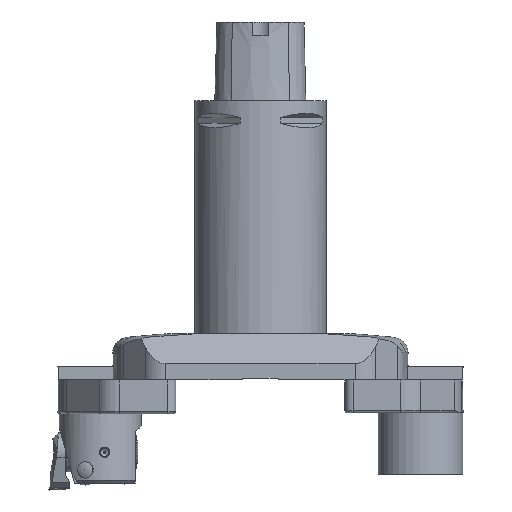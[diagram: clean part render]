
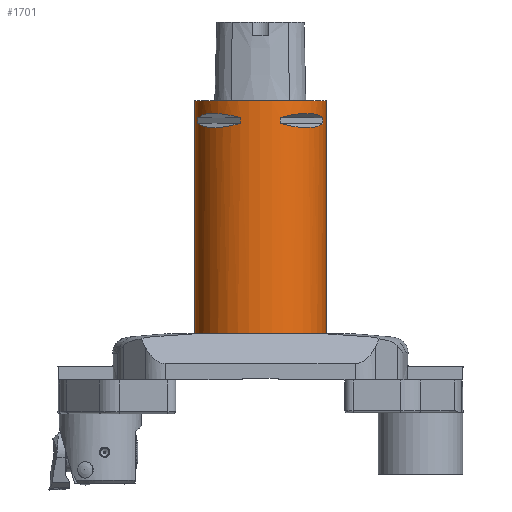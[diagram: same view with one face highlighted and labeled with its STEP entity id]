
A CAD part, front view. The second image highlights one B-rep face of the part: STEP entity #1701.
In plain terms, the highlighted cylindrical face has radius 40 mm (diameter 80 mm), a full revolution.
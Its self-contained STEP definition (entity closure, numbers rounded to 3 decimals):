
#1701=ADVANCED_FACE('',(#2758,#2759,#2760,#2761,#2762,#2763),#2276,.T.);
#2276=CYLINDRICAL_SURFACE('',#10848,40.);
#2406=CIRCLE('',#10842,40.);
#2407=CIRCLE('',#10847,40.);
#2758=FACE_BOUND('',#2892,.T.);
#2759=FACE_BOUND('',#2893,.T.);
#2760=FACE_BOUND('',#2894,.T.);
#2761=FACE_BOUND('',#2895,.T.);
#2762=FACE_BOUND('',#2896,.T.);
#2763=FACE_BOUND('',#2897,.T.);
#2892=EDGE_LOOP('',(#3618,#3619,#3620,#3621));
#2893=EDGE_LOOP('',(#3622,#3623,#3624,#3625));
#2894=EDGE_LOOP('',(#3626));
#2895=EDGE_LOOP('',(#3627,#3628,#3629,#3630));
#2896=EDGE_LOOP('',(#3631,#3632,#3633,#3634));
#2897=EDGE_LOOP('',(#3635));
#3538=ELLIPSE('',#10838,46.188,40.);
#3539=ELLIPSE('',#10839,46.188,40.);
#3540=ELLIPSE('',#10840,46.188,40.);
#3541=ELLIPSE('',#10841,46.188,40.);
#3542=ELLIPSE('',#10843,46.188,40.);
#3543=ELLIPSE('',#10844,46.188,40.);
#3544=ELLIPSE('',#10845,46.188,40.);
#3545=ELLIPSE('',#10846,46.188,40.);
#3618=ORIENTED_EDGE('',*,*,#7620,.T.);
#3619=ORIENTED_EDGE('',*,*,#7621,.T.);
#3620=ORIENTED_EDGE('',*,*,#7622,.T.);
#3621=ORIENTED_EDGE('',*,*,#7623,.T.);
#3622=ORIENTED_EDGE('',*,*,#7624,.T.);
#3623=ORIENTED_EDGE('',*,*,#7625,.T.);
#3624=ORIENTED_EDGE('',*,*,#7626,.T.);
#3625=ORIENTED_EDGE('',*,*,#7627,.T.);
#3626=ORIENTED_EDGE('',*,*,#7628,.T.);
#3627=ORIENTED_EDGE('',*,*,#7629,.T.);
#3628=ORIENTED_EDGE('',*,*,#7630,.T.);
#3629=ORIENTED_EDGE('',*,*,#7631,.T.);
#3630=ORIENTED_EDGE('',*,*,#7632,.T.);
#3631=ORIENTED_EDGE('',*,*,#7633,.T.);
#3632=ORIENTED_EDGE('',*,*,#7634,.T.);
#3633=ORIENTED_EDGE('',*,*,#7635,.T.);
#3634=ORIENTED_EDGE('',*,*,#7636,.T.);
#3635=ORIENTED_EDGE('',*,*,#7637,.F.);
#6612=VERTEX_POINT('',#14700);
#6613=VERTEX_POINT('',#14701);
#6614=VERTEX_POINT('',#14703);
#6615=VERTEX_POINT('',#14705);
#6616=VERTEX_POINT('',#14708);
#6617=VERTEX_POINT('',#14709);
#6618=VERTEX_POINT('',#14711);
#6619=VERTEX_POINT('',#14713);
#6620=VERTEX_POINT('',#14716);
#6621=VERTEX_POINT('',#14718);
#6622=VERTEX_POINT('',#14719);
#6623=VERTEX_POINT('',#14721);
#6624=VERTEX_POINT('',#14723);
#6625=VERTEX_POINT('',#14726);
#6626=VERTEX_POINT('',#14727);
#6627=VERTEX_POINT('',#14729);
#6628=VERTEX_POINT('',#14731);
#6629=VERTEX_POINT('',#14734);
#7620=EDGE_CURVE('',#6612,#6613,#9117,.T.);
#7621=EDGE_CURVE('',#6613,#6614,#3538,.T.);
#7622=EDGE_CURVE('',#6614,#6615,#9118,.T.);
#7623=EDGE_CURVE('',#6615,#6612,#3539,.T.);
#7624=EDGE_CURVE('',#6616,#6617,#9119,.T.);
#7625=EDGE_CURVE('',#6617,#6618,#3540,.T.);
#7626=EDGE_CURVE('',#6618,#6619,#9120,.T.);
#7627=EDGE_CURVE('',#6619,#6616,#3541,.T.);
#7628=EDGE_CURVE('',#6620,#6620,#2406,.T.);
#7629=EDGE_CURVE('',#6621,#6622,#9121,.T.);
#7630=EDGE_CURVE('',#6622,#6623,#3542,.T.);
#7631=EDGE_CURVE('',#6623,#6624,#9122,.T.);
#7632=EDGE_CURVE('',#6624,#6621,#3543,.T.);
#7633=EDGE_CURVE('',#6625,#6626,#9123,.T.);
#7634=EDGE_CURVE('',#6626,#6627,#3544,.T.);
#7635=EDGE_CURVE('',#6627,#6628,#9124,.T.);
#7636=EDGE_CURVE('',#6628,#6625,#3545,.T.);
#7637=EDGE_CURVE('',#6629,#6629,#2407,.T.);
#9117=LINE('',#14699,#9866);
#9118=LINE('',#14704,#9867);
#9119=LINE('',#14707,#9868);
#9120=LINE('',#14712,#9869);
#9121=LINE('',#14717,#9870);
#9122=LINE('',#14722,#9871);
#9123=LINE('',#14725,#9872);
#9124=LINE('',#14730,#9873);
#9866=VECTOR('',#11879,1.);
#9867=VECTOR('',#11882,1.);
#9868=VECTOR('',#11885,1.);
#9869=VECTOR('',#11888,1.);
#9870=VECTOR('',#11893,1.);
#9871=VECTOR('',#11896,1.);
#9872=VECTOR('',#11899,1.);
#9873=VECTOR('',#11902,1.);
#10838=AXIS2_PLACEMENT_3D('',#14702,#11880,#11881);
#10839=AXIS2_PLACEMENT_3D('',#14706,#11883,#11884);
#10840=AXIS2_PLACEMENT_3D('',#14710,#11886,#11887);
#10841=AXIS2_PLACEMENT_3D('',#14714,#11889,#11890);
#10842=AXIS2_PLACEMENT_3D('',#14715,#11891,#11892);
#10843=AXIS2_PLACEMENT_3D('',#14720,#11894,#11895);
#10844=AXIS2_PLACEMENT_3D('',#14724,#11897,#11898);
#10845=AXIS2_PLACEMENT_3D('',#14728,#11900,#11901);
#10846=AXIS2_PLACEMENT_3D('',#14732,#11903,#11904);
#10847=AXIS2_PLACEMENT_3D('',#14733,#11905,#11906);
#10848=AXIS2_PLACEMENT_3D('',#14735,#11907,#11908);
#11879=DIRECTION('',(0.,0.,1.));
#11880=DIRECTION('',(-0.354,-0.354,0.866));
#11881=DIRECTION('',(-0.612,-0.612,-0.5));
#11882=DIRECTION('',(0.,0.,-1.));
#11883=DIRECTION('',(-0.354,-0.354,-0.866));
#11884=DIRECTION('',(0.612,0.612,-0.5));
#11885=DIRECTION('',(0.,0.,1.));
#11886=DIRECTION('',(0.354,0.354,0.866));
#11887=DIRECTION('',(0.612,0.612,-0.5));
#11888=DIRECTION('',(0.,0.,-1.));
#11889=DIRECTION('',(0.354,0.354,-0.866));
#11890=DIRECTION('',(-0.612,-0.612,-0.5));
#11891=DIRECTION('',(0.,0.,-1.));
#11892=DIRECTION('',(-1.,0.,0.));
#11893=DIRECTION('',(0.,0.,1.));
#11894=DIRECTION('',(0.354,-0.354,0.866));
#11895=DIRECTION('',(0.612,-0.612,-0.5));
#11896=DIRECTION('',(0.,0.,-1.));
#11897=DIRECTION('',(0.354,-0.354,-0.866));
#11898=DIRECTION('',(-0.612,0.612,-0.5));
#11899=DIRECTION('',(0.,0.,1.));
#11900=DIRECTION('',(-0.354,0.354,0.866));
#11901=DIRECTION('',(-0.612,0.612,-0.5));
#11902=DIRECTION('',(0.,0.,-1.));
#11903=DIRECTION('',(-0.354,0.354,-0.866));
#11904=DIRECTION('',(0.612,-0.612,-0.5));
#11905=DIRECTION('',(0.,0.,-1.));
#11906=DIRECTION('',(-1.,0.,0.));
#11907=DIRECTION('',(0.,0.,-1.));
#11908=DIRECTION('',(-1.,0.,0.));
#14699=CARTESIAN_POINT('',(38.115,12.133,0.));
#14700=CARTESIAN_POINT('',(38.115,12.133,-13.75));
#14701=CARTESIAN_POINT('',(38.115,12.133,-10.25));
#14702=CARTESIAN_POINT('',(0.,0.,-30.764));
#14703=CARTESIAN_POINT('',(12.133,38.115,-10.25));
#14704=CARTESIAN_POINT('',(12.133,38.115,0.));
#14705=CARTESIAN_POINT('',(12.133,38.115,-13.75));
#14706=CARTESIAN_POINT('',(0.,0.,6.764));
#14707=CARTESIAN_POINT('',(-38.115,-12.133,0.));
#14708=CARTESIAN_POINT('',(-38.115,-12.133,-13.75));
#14709=CARTESIAN_POINT('',(-38.115,-12.133,-10.25));
#14710=CARTESIAN_POINT('',(0.,0.,-30.764));
#14711=CARTESIAN_POINT('',(-12.133,-38.115,-10.25));
#14712=CARTESIAN_POINT('',(-12.133,-38.115,0.));
#14713=CARTESIAN_POINT('',(-12.133,-38.115,-13.75));
#14714=CARTESIAN_POINT('',(0.,0.,6.764));
#14715=CARTESIAN_POINT('',(0.,0.,0.));
#14716=CARTESIAN_POINT('',(-40.,0.,0.));
#14717=CARTESIAN_POINT('',(-12.133,38.115,0.));
#14718=CARTESIAN_POINT('',(-12.133,38.115,-13.75));
#14719=CARTESIAN_POINT('',(-12.133,38.115,-10.25));
#14720=CARTESIAN_POINT('',(0.,0.,-30.764));
#14721=CARTESIAN_POINT('',(-38.115,12.133,-10.25));
#14722=CARTESIAN_POINT('',(-38.115,12.133,0.));
#14723=CARTESIAN_POINT('',(-38.115,12.133,-13.75));
#14724=CARTESIAN_POINT('',(0.,0.,6.764));
#14725=CARTESIAN_POINT('',(12.133,-38.115,0.));
#14726=CARTESIAN_POINT('',(12.133,-38.115,-13.75));
#14727=CARTESIAN_POINT('',(12.133,-38.115,-10.25));
#14728=CARTESIAN_POINT('',(0.,0.,-30.764));
#14729=CARTESIAN_POINT('',(38.115,-12.133,-10.25));
#14730=CARTESIAN_POINT('',(38.115,-12.133,0.));
#14731=CARTESIAN_POINT('',(38.115,-12.133,-13.75));
#14732=CARTESIAN_POINT('',(0.,0.,6.764));
#14733=CARTESIAN_POINT('',(0.,0.,-141.9));
#14734=CARTESIAN_POINT('',(-40.,0.,-141.9));
#14735=CARTESIAN_POINT('',(0.,0.,0.));
